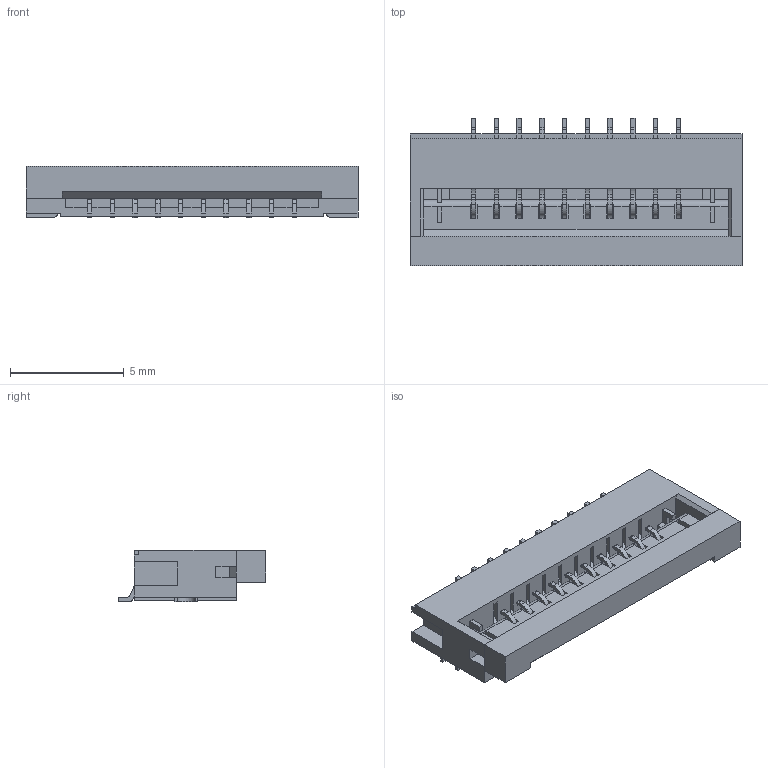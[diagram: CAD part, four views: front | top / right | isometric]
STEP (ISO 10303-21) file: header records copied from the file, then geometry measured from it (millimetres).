
FILE_DESCRIPTION( ( 'Unknown' ), '1' );
FILE_NAME( '686110148922.stp', 'Unknown', ( 'Quentin LAIDEBEUR' ), ( 'WE' ), 'PSStep 15.0.49', 'Sample-box', ' ' );
FILE_SCHEMA( ( 'AUTOMOTIVE_DESIGN { 1 0 10303 214 1 1 1 1 }' ) );
Length unit declared in the file: millimetre
Products named in the file (6): Assem1; 6861xx148922_Patte; 6861xx148922_Patte2; 6861xx148922_Pin; 686110148922; 686110148922_Actuator
Assembly tree (14 placements, depth 2):
  Assem1
    6861xx148922_Patte
    6861xx148922_Patte2
    6861xx148922_Pin  x10
    686110148922
    686110148922_Actuator
Bounding box: 14.6 x 6.5 x 2.25 mm (x, y, z)
Volume: 131.3 mm3; surface area: 631.7 mm2
Topology: 14 solids, 14 shells, 634 faces, 1922 edges, 1268 vertices
Faces by surface type: plane 486, cylinder 148
Entity records: 12475 total; most frequent: ORIENTED_EDGE 1846, CARTESIAN_POINT 1823, DIRECTION 1603, EDGE_CURVE 923, LINE 839, VECTOR 839, VERTEX_POINT 602, AXIS2_PLACEMENT_3D 382
